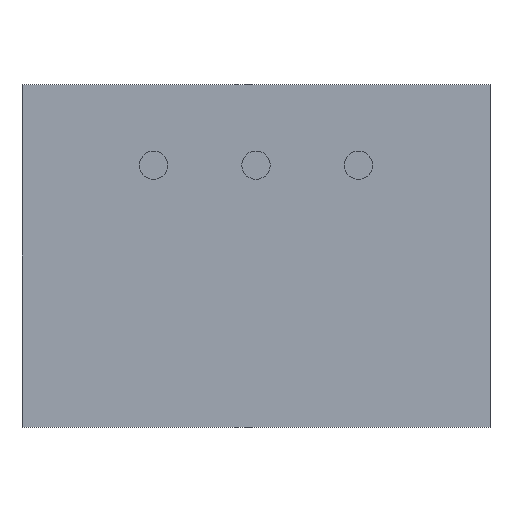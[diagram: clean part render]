
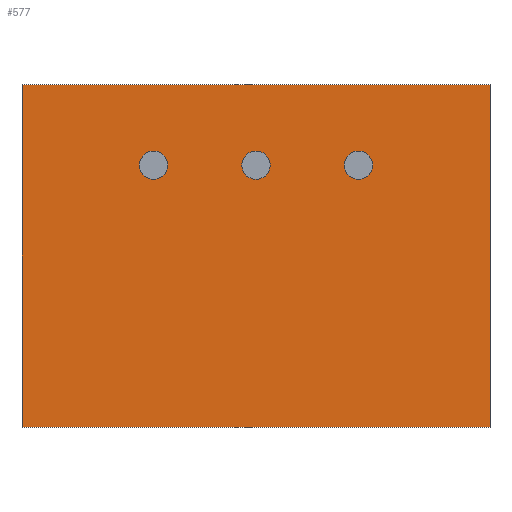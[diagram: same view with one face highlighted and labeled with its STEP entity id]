
A CAD part, front view. The second image highlights one B-rep face of the part: STEP entity #577.
In plain terms, the highlighted planar face has unit normal (0, -1, 0).
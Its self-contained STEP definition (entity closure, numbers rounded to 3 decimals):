
#118 = DIRECTION ( 'NONE',  ( 0., 0., 1. ) ) ;
#148 = VECTOR ( 'NONE', #689, 1000. ) ;
#179 = VERTEX_POINT ( 'NONE', #4363 ) ;
#253 = AXIS2_PLACEMENT_3D ( 'NONE', #448, #2469, #118 ) ;
#332 = CARTESIAN_POINT ( 'NONE',  ( 5.8, 0., 0. ) ) ;
#335 = AXIS2_PLACEMENT_3D ( 'NONE', #3952, #3939, #2965 ) ;
#448 = CARTESIAN_POINT ( 'NONE',  ( 0., 0., 0. ) ) ;
#504 = EDGE_CURVE ( 'NONE', #179, #3876, #804, .T. ) ;
#508 = EDGE_CURVE ( 'NONE', #4704, #3765, #3757, .T. ) ;
#525 = VECTOR ( 'NONE', #2169, 1000. ) ;
#577 = ADVANCED_FACE ( 'NONE', ( #1676, #3029, #644, #3401 ), #2795, .F. ) ;
#644 = FACE_BOUND ( 'NONE', #1383, .T. ) ;
#689 = DIRECTION ( 'NONE',  ( 1., 0., 0. ) ) ;
#721 = VERTEX_POINT ( 'NONE', #4769 ) ;
#793 = CARTESIAN_POINT ( 'NONE',  ( -2.54, 0., 1.9 ) ) ;
#804 = CIRCLE ( 'NONE', #335, 0.35 ) ;
#835 = ORIENTED_EDGE ( 'NONE', *, *, #2908, .T. ) ;
#926 = VECTOR ( 'NONE', #4678, 1000. ) ;
#1021 = AXIS2_PLACEMENT_3D ( 'NONE', #2424, #4326, #1206 ) ;
#1166 = DIRECTION ( 'NONE',  ( 0., 1., 0. ) ) ;
#1206 = DIRECTION ( 'NONE',  ( 0., 0., 1. ) ) ;
#1273 = EDGE_CURVE ( 'NONE', #3765, #4704, #1980, .T. ) ;
#1336 = CARTESIAN_POINT ( 'NONE',  ( 0., 0., 1.9 ) ) ;
#1383 = EDGE_LOOP ( 'NONE', ( #4076, #4227 ) ) ;
#1439 = DIRECTION ( 'NONE',  ( 0., 0., 1. ) ) ;
#1550 = CARTESIAN_POINT ( 'NONE',  ( 0., 0., 2.25 ) ) ;
#1667 = CARTESIAN_POINT ( 'NONE',  ( 0., 0., 2.6 ) ) ;
#1676 = FACE_BOUND ( 'NONE', #4422, .T. ) ;
#1854 = EDGE_CURVE ( 'NONE', #721, #4288, #2343, .T. ) ;
#1879 = DIRECTION ( 'NONE',  ( 0., 1., 0. ) ) ;
#1980 = CIRCLE ( 'NONE', #3279, 0.35 ) ;
#2029 = VERTEX_POINT ( 'NONE', #1667 ) ;
#2082 = CARTESIAN_POINT ( 'NONE',  ( 5.8, 0., -4.25 ) ) ;
#2086 = VERTEX_POINT ( 'NONE', #1336 ) ;
#2150 = VERTEX_POINT ( 'NONE', #2082 ) ;
#2169 = DIRECTION ( 'NONE',  ( 0., 0., -1. ) ) ;
#2184 = CIRCLE ( 'NONE', #2587, 0.35 ) ;
#2209 = CARTESIAN_POINT ( 'NONE',  ( 0., 0., 2.25 ) ) ;
#2343 = LINE ( 'NONE', #3563, #926 ) ;
#2352 = LINE ( 'NONE', #332, #525 ) ;
#2358 = EDGE_CURVE ( 'NONE', #4225, #2150, #4096, .T. ) ;
#2424 = CARTESIAN_POINT ( 'NONE',  ( -2.54, 0., 2.25 ) ) ;
#2469 = DIRECTION ( 'NONE',  ( 0., 1., 0. ) ) ;
#2561 = ORIENTED_EDGE ( 'NONE', *, *, #2693, .T. ) ;
#2587 = AXIS2_PLACEMENT_3D ( 'NONE', #4116, #3773, #1439 ) ;
#2693 = EDGE_CURVE ( 'NONE', #2086, #2029, #2704, .T. ) ;
#2704 = CIRCLE ( 'NONE', #4946, 0.35 ) ;
#2731 = ORIENTED_EDGE ( 'NONE', *, *, #1854, .F. ) ;
#2795 = PLANE ( 'NONE',  #253 ) ;
#2870 = CARTESIAN_POINT ( 'NONE',  ( -2.54, 0., 2.6 ) ) ;
#2908 = EDGE_CURVE ( 'NONE', #2029, #2086, #3009, .T. ) ;
#2965 = DIRECTION ( 'NONE',  ( 0., 0., 1. ) ) ;
#2984 = DIRECTION ( 'NONE',  ( 0., 1., 0. ) ) ;
#3009 = CIRCLE ( 'NONE', #3590, 0.35 ) ;
#3029 = FACE_BOUND ( 'NONE', #4655, .T. ) ;
#3192 = EDGE_CURVE ( 'NONE', #721, #4225, #4340, .T. ) ;
#3265 = DIRECTION ( 'NONE',  ( 0., 0., -1. ) ) ;
#3279 = AXIS2_PLACEMENT_3D ( 'NONE', #4952, #1879, #4245 ) ;
#3401 = FACE_OUTER_BOUND ( 'NONE', #5007, .T. ) ;
#3542 = EDGE_CURVE ( 'NONE', #3876, #179, #2184, .T. ) ;
#3563 = CARTESIAN_POINT ( 'NONE',  ( 0., 0., 4.25 ) ) ;
#3582 = VECTOR ( 'NONE', #3265, 1000. ) ;
#3590 = AXIS2_PLACEMENT_3D ( 'NONE', #2209, #2984, #4914 ) ;
#3748 = CARTESIAN_POINT ( 'NONE',  ( 2.54, 0., 2.6 ) ) ;
#3757 = CIRCLE ( 'NONE', #1021, 0.35 ) ;
#3765 = VERTEX_POINT ( 'NONE', #2870 ) ;
#3773 = DIRECTION ( 'NONE',  ( 0., 1., 0. ) ) ;
#3776 = ORIENTED_EDGE ( 'NONE', *, *, #508, .T. ) ;
#3817 = ORIENTED_EDGE ( 'NONE', *, *, #3192, .T. ) ;
#3876 = VERTEX_POINT ( 'NONE', #3748 ) ;
#3901 = DIRECTION ( 'NONE',  ( 0., 0., 1. ) ) ;
#3939 = DIRECTION ( 'NONE',  ( 0., 1., 0. ) ) ;
#3952 = CARTESIAN_POINT ( 'NONE',  ( 2.54, 0., 2.25 ) ) ;
#4003 = CARTESIAN_POINT ( 'NONE',  ( -5.8, 0., 0. ) ) ;
#4036 = CARTESIAN_POINT ( 'NONE',  ( 5.8, 0., 4.25 ) ) ;
#4076 = ORIENTED_EDGE ( 'NONE', *, *, #3542, .T. ) ;
#4096 = LINE ( 'NONE', #4553, #148 ) ;
#4116 = CARTESIAN_POINT ( 'NONE',  ( 2.54, 0., 2.25 ) ) ;
#4117 = ORIENTED_EDGE ( 'NONE', *, *, #4318, .F. ) ;
#4125 = ORIENTED_EDGE ( 'NONE', *, *, #2358, .T. ) ;
#4225 = VERTEX_POINT ( 'NONE', #4740 ) ;
#4227 = ORIENTED_EDGE ( 'NONE', *, *, #504, .T. ) ;
#4245 = DIRECTION ( 'NONE',  ( 0., 0., 1. ) ) ;
#4288 = VERTEX_POINT ( 'NONE', #4036 ) ;
#4318 = EDGE_CURVE ( 'NONE', #4288, #2150, #2352, .T. ) ;
#4326 = DIRECTION ( 'NONE',  ( 0., 1., 0. ) ) ;
#4340 = LINE ( 'NONE', #4003, #3582 ) ;
#4363 = CARTESIAN_POINT ( 'NONE',  ( 2.54, 0., 1.9 ) ) ;
#4422 = EDGE_LOOP ( 'NONE', ( #5004, #3776 ) ) ;
#4553 = CARTESIAN_POINT ( 'NONE',  ( 0., 0., -4.25 ) ) ;
#4655 = EDGE_LOOP ( 'NONE', ( #835, #2561 ) ) ;
#4678 = DIRECTION ( 'NONE',  ( 1., 0., 0. ) ) ;
#4704 = VERTEX_POINT ( 'NONE', #793 ) ;
#4740 = CARTESIAN_POINT ( 'NONE',  ( -5.8, 0., -4.25 ) ) ;
#4769 = CARTESIAN_POINT ( 'NONE',  ( -5.8, 0., 4.25 ) ) ;
#4914 = DIRECTION ( 'NONE',  ( 0., 0., 1. ) ) ;
#4946 = AXIS2_PLACEMENT_3D ( 'NONE', #1550, #1166, #3901 ) ;
#4952 = CARTESIAN_POINT ( 'NONE',  ( -2.54, 0., 2.25 ) ) ;
#5004 = ORIENTED_EDGE ( 'NONE', *, *, #1273, .T. ) ;
#5007 = EDGE_LOOP ( 'NONE', ( #2731, #3817, #4125, #4117 ) ) ;
